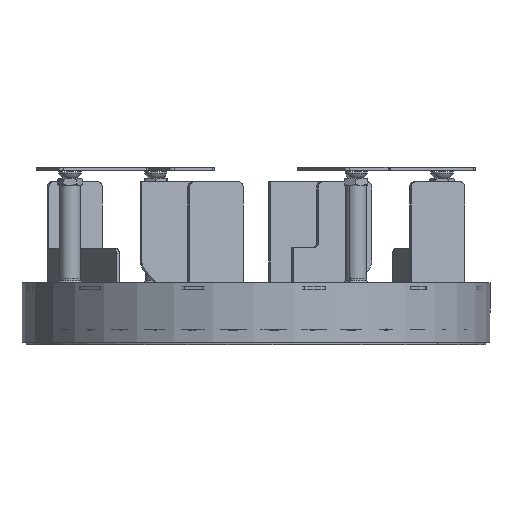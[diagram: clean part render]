
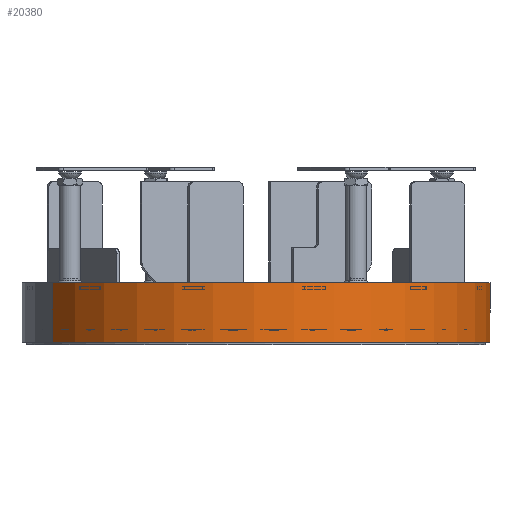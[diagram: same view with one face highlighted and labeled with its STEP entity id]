
A CAD part, left-side view. The second image highlights one B-rep face of the part: STEP entity #20380.
In plain terms, the highlighted cylindrical face has radius 137 mm (diameter 274 mm), a partial arc.
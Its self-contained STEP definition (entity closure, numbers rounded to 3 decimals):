
#19512=CARTESIAN_POINT('',(0.,0.,31.9));
#19513=DIRECTION('',(0.,0.,1.));
#19514=DIRECTION('',(0.036,-0.999,0.));
#19515=AXIS2_PLACEMENT_3D('',#19512,#19513,#19514);
#19529=CARTESIAN_POINT('',(0.,0.,35.));
#19530=DIRECTION('',(0.,0.,1.));
#19531=DIRECTION('',(0.,1.,0.));
#19532=AXIS2_PLACEMENT_3D('',#19529,#19530,#19531);
#19534=DIRECTION('',(0.,0.,1.));
#19535=VECTOR('',#19534,5.1);
#19536=CARTESIAN_POINT('',(-0.051,-137.,29.9));
#19537=LINE('',#19536,#19535);
#19538=CARTESIAN_POINT('',(0.956,-136.997,28.9));
#19539=CARTESIAN_POINT('',(0.402,-137.001,
28.95));
#19540=CARTESIAN_POINT('',(0.066,-137.,
29.283));
#19541=CARTESIAN_POINT('',(-0.051,-137.,29.9));
#19543=CARTESIAN_POINT('',(0.,0.,28.9));
#19544=DIRECTION('',(0.,0.,-1.));
#19545=DIRECTION('',(0.022,-1.,0.));
#19546=AXIS2_PLACEMENT_3D('',#19543,#19544,#19545);
#19548=CARTESIAN_POINT('',(3.978,-136.942,29.9));
#19549=CARTESIAN_POINT('',(3.928,-136.944,
29.35));
#19550=CARTESIAN_POINT('',(3.592,-136.954,
29.017));
#19551=CARTESIAN_POINT('',(2.971,-136.968,28.9));
#19553=DIRECTION('',(0.,0.,-1.));
#19554=VECTOR('',#19553,1.);
#19555=CARTESIAN_POINT('',(3.978,-136.942,30.9));
#19556=LINE('',#19555,#19554);
#19557=CARTESIAN_POINT('',(4.984,-136.909,31.9));
#19558=CARTESIAN_POINT('',(4.43,-136.929,
31.85));
#19559=CARTESIAN_POINT('',(4.094,-136.939,
31.517));
#19560=CARTESIAN_POINT('',(3.978,-136.942,30.9));
#19562=CARTESIAN_POINT('',(7.701,-136.783,30.9));
#19563=CARTESIAN_POINT('',(7.651,-136.786,
31.45));
#19564=CARTESIAN_POINT('',(7.316,-136.806,
31.783));
#19565=CARTESIAN_POINT('',(6.695,-136.836,31.9));
#19567=DIRECTION('',(0.,0.,1.));
#19568=VECTOR('',#19567,8.8);
#19569=CARTESIAN_POINT('',(7.701,-136.783,22.1));
#19570=LINE('',#19569,#19568);
#19571=CARTESIAN_POINT('',(6.695,-136.836,21.1));
#19572=CARTESIAN_POINT('',(7.249,-136.809,
21.15));
#19573=CARTESIAN_POINT('',(7.584,-136.79,
21.483));
#19574=CARTESIAN_POINT('',(7.701,-136.783,22.1));
#19576=CARTESIAN_POINT('',(3.978,-136.942,22.1));
#19577=CARTESIAN_POINT('',(4.027,-136.941,
21.55));
#19578=CARTESIAN_POINT('',(4.363,-136.932,
21.217));
#19579=CARTESIAN_POINT('',(4.984,-136.909,21.1));
#19581=DIRECTION('',(0.,0.,-1.));
#19582=VECTOR('',#19581,1.);
#19583=CARTESIAN_POINT('',(3.978,-136.942,23.1));
#19584=LINE('',#19583,#19582);
#19585=CARTESIAN_POINT('',(2.971,-136.968,24.1));
#19586=CARTESIAN_POINT('',(3.525,-136.956,
24.05));
#19587=CARTESIAN_POINT('',(3.861,-136.946,
23.717));
#19588=CARTESIAN_POINT('',(3.978,-136.942,23.1));
#19590=CARTESIAN_POINT('',(0.,0.,24.1));
#19591=DIRECTION('',(0.,0.,1.));
#19592=DIRECTION('',(0.007,-1.,0.));
#19593=AXIS2_PLACEMENT_3D('',#19590,#19591,#19592);
#19595=CARTESIAN_POINT('',(-0.051,-137.,23.1));
#19596=CARTESIAN_POINT('',(-0.001,-137.,
23.65));
#19597=CARTESIAN_POINT('',(0.335,-137.001,
23.983));
#19598=CARTESIAN_POINT('',(0.956,-136.997,24.1));
#19600=DIRECTION('',(0.,0.,1.));
#19601=VECTOR('',#19600,23.1);
#19602=CARTESIAN_POINT('',(-0.05,-137.,0.));
#19603=LINE('',#19602,#19601);
#19604=CARTESIAN_POINT('',(0.,0.,
0.));
#19605=DIRECTION('',(0.,0.,-1.));
#19606=DIRECTION('',(0.,-1.,0.));
#19607=AXIS2_PLACEMENT_3D('',#19604,#19605,#19606);
#19917=DIRECTION('',(0.,0.,1.));
#19918=VECTOR('',#19917,35.);
#19919=CARTESIAN_POINT('',(-0.05,137.,0.));
#19920=LINE('',#19919,#19918);
#19967=CARTESIAN_POINT('',(0.,0.,21.1));
#19968=DIRECTION('',(0.,0.,-1.));
#19969=DIRECTION('',(0.049,-0.999,0.));
#19970=AXIS2_PLACEMENT_3D('',#19967,#19968,#19969);
#20091=CARTESIAN_POINT('',(-0.05,137.,35.));
#20093=VERTEX_POINT('',#20091);
#20099=CARTESIAN_POINT('',(-0.05,137.,0.));
#20101=VERTEX_POINT('',#20099);
#20107=CARTESIAN_POINT('',(-0.051,-137.,29.9));
#20108=VERTEX_POINT('',#20107);
#20109=CARTESIAN_POINT('',(0.956,-136.997,28.9));
#20110=VERTEX_POINT('',#20109);
#20112=CARTESIAN_POINT('',(-0.05,-137.,35.));
#20114=VERTEX_POINT('',#20112);
#20115=CARTESIAN_POINT('',(-0.051,-137.,23.1));
#20117=VERTEX_POINT('',#20115);
#20120=CARTESIAN_POINT('',(-0.05,-137.,0.));
#20122=VERTEX_POINT('',#20120);
#20124=CARTESIAN_POINT('',(0.956,-136.997,24.1));
#20126=VERTEX_POINT('',#20124);
#20128=CARTESIAN_POINT('',(2.971,-136.968,24.1));
#20130=VERTEX_POINT('',#20128);
#20132=CARTESIAN_POINT('',(3.978,-136.942,23.1));
#20134=VERTEX_POINT('',#20132);
#20138=CARTESIAN_POINT('',(4.984,-136.909,21.1));
#20140=VERTEX_POINT('',#20138);
#20141=CARTESIAN_POINT('',(6.695,-136.836,21.1));
#20142=VERTEX_POINT('',#20141);
#20143=CARTESIAN_POINT('',(7.701,-136.783,22.1));
#20144=VERTEX_POINT('',#20143);
#20145=CARTESIAN_POINT('',(7.701,-136.783,30.9));
#20147=VERTEX_POINT('',#20145);
#20149=CARTESIAN_POINT('',(6.695,-136.836,31.9));
#20151=VERTEX_POINT('',#20149);
#20154=CARTESIAN_POINT('',(4.984,-136.909,31.9));
#20156=VERTEX_POINT('',#20154);
#20158=CARTESIAN_POINT('',(3.978,-136.942,30.9));
#20160=VERTEX_POINT('',#20158);
#20161=CARTESIAN_POINT('',(3.978,-136.942,29.9));
#20163=VERTEX_POINT('',#20161);
#20167=CARTESIAN_POINT('',(3.978,-136.942,22.1));
#20168=VERTEX_POINT('',#20167);
#20169=CARTESIAN_POINT('',(2.971,-136.968,28.9));
#20170=VERTEX_POINT('',#20169);
#20337=CARTESIAN_POINT('',(0.,0.,
453.829));
#20338=DIRECTION('',(0.,0.,-1.));
#20339=DIRECTION('',(-1.,0.,0.));
#20340=AXIS2_PLACEMENT_3D('',#20337,#20338,#20339);
#20341=CYLINDRICAL_SURFACE('',#20340,137.);
#20343=ORIENTED_EDGE('',*,*,#20342,.T.);
#20345=ORIENTED_EDGE('',*,*,#20344,.F.);
#20347=ORIENTED_EDGE('',*,*,#20346,.F.);
#20349=ORIENTED_EDGE('',*,*,#20348,.F.);
#20350=ORIENTED_EDGE('',*,*,#20327,.F.);
#20351=ORIENTED_EDGE('',*,*,#20297,.F.);
#20352=ORIENTED_EDGE('',*,*,#20282,.F.);
#20353=ORIENTED_EDGE('',*,*,#20247,.T.);
#20355=ORIENTED_EDGE('',*,*,#20354,.F.);
#20357=ORIENTED_EDGE('',*,*,#20356,.F.);
#20359=ORIENTED_EDGE('',*,*,#20358,.F.);
#20361=ORIENTED_EDGE('',*,*,#20360,.T.);
#20363=ORIENTED_EDGE('',*,*,#20362,.F.);
#20365=ORIENTED_EDGE('',*,*,#20364,.F.);
#20367=ORIENTED_EDGE('',*,*,#20366,.F.);
#20369=ORIENTED_EDGE('',*,*,#20368,.F.);
#20371=ORIENTED_EDGE('',*,*,#20370,.F.);
#20373=ORIENTED_EDGE('',*,*,#20372,.F.);
#20375=ORIENTED_EDGE('',*,*,#20374,.T.);
#20377=ORIENTED_EDGE('',*,*,#20376,.T.);
#20378=EDGE_LOOP('',(#20343,#20345,#20347,#20349,#20350,#20351,#20352,#20353,
#20355,#20357,#20359,#20361,#20363,#20365,#20367,#20369,#20371,#20373,#20375,
#20377));
#20379=FACE_OUTER_BOUND('',#20378,.F.);
#20380=ADVANCED_FACE('',(#20379),#20341,.T.);
#19516=CIRCLE('',#19515,137.);
#19533=CIRCLE('',#19532,137.);
#19542=B_SPLINE_CURVE_WITH_KNOTS('',3,(#19538,#19539,#19540,#19541),
.UNSPECIFIED.,.F.,.F.,(4,4),(0.,1.),.UNSPECIFIED.);
#19547=CIRCLE('',#19546,137.);
#19552=B_SPLINE_CURVE_WITH_KNOTS('',3,(#19548,#19549,#19550,#19551),
.UNSPECIFIED.,.F.,.F.,(4,4),(0.,1.),.UNSPECIFIED.);
#19561=B_SPLINE_CURVE_WITH_KNOTS('',3,(#19557,#19558,#19559,#19560),
.UNSPECIFIED.,.F.,.F.,(4,4),(0.,1.),.UNSPECIFIED.);
#19566=B_SPLINE_CURVE_WITH_KNOTS('',3,(#19562,#19563,#19564,#19565),
.UNSPECIFIED.,.F.,.F.,(4,4),(0.,1.),.UNSPECIFIED.);
#19575=B_SPLINE_CURVE_WITH_KNOTS('',3,(#19571,#19572,#19573,#19574),
.UNSPECIFIED.,.F.,.F.,(4,4),(0.,1.),.UNSPECIFIED.);
#19580=B_SPLINE_CURVE_WITH_KNOTS('',3,(#19576,#19577,#19578,#19579),
.UNSPECIFIED.,.F.,.F.,(4,4),(0.,1.),.UNSPECIFIED.);
#19589=B_SPLINE_CURVE_WITH_KNOTS('',3,(#19585,#19586,#19587,#19588),
.UNSPECIFIED.,.F.,.F.,(4,4),(0.,1.),.UNSPECIFIED.);
#19594=CIRCLE('',#19593,137.);
#19599=B_SPLINE_CURVE_WITH_KNOTS('',3,(#19595,#19596,#19597,#19598),
.UNSPECIFIED.,.F.,.F.,(4,4),(0.,1.),.UNSPECIFIED.);
#19608=CIRCLE('',#19607,137.);
#19971=CIRCLE('',#19970,137.);
#20247=EDGE_CURVE('',#20156,#20151,#19516,.T.);
#20282=EDGE_CURVE('',#20156,#20160,#19561,.T.);
#20297=EDGE_CURVE('',#20160,#20163,#19556,.T.);
#20327=EDGE_CURVE('',#20163,#20170,#19552,.T.);
#20342=EDGE_CURVE('',#20093,#20114,#19533,.T.);
#20344=EDGE_CURVE('',#20108,#20114,#19537,.T.);
#20346=EDGE_CURVE('',#20110,#20108,#19542,.T.);
#20348=EDGE_CURVE('',#20170,#20110,#19547,.T.);
#20354=EDGE_CURVE('',#20147,#20151,#19566,.T.);
#20356=EDGE_CURVE('',#20144,#20147,#19570,.T.);
#20358=EDGE_CURVE('',#20142,#20144,#19575,.T.);
#20360=EDGE_CURVE('',#20142,#20140,#19971,.T.);
#20362=EDGE_CURVE('',#20168,#20140,#19580,.T.);
#20364=EDGE_CURVE('',#20134,#20168,#19584,.T.);
#20366=EDGE_CURVE('',#20130,#20134,#19589,.T.);
#20368=EDGE_CURVE('',#20126,#20130,#19594,.T.);
#20370=EDGE_CURVE('',#20117,#20126,#19599,.T.);
#20372=EDGE_CURVE('',#20122,#20117,#19603,.T.);
#20374=EDGE_CURVE('',#20122,#20101,#19608,.T.);
#20376=EDGE_CURVE('',#20101,#20093,#19920,.T.);
